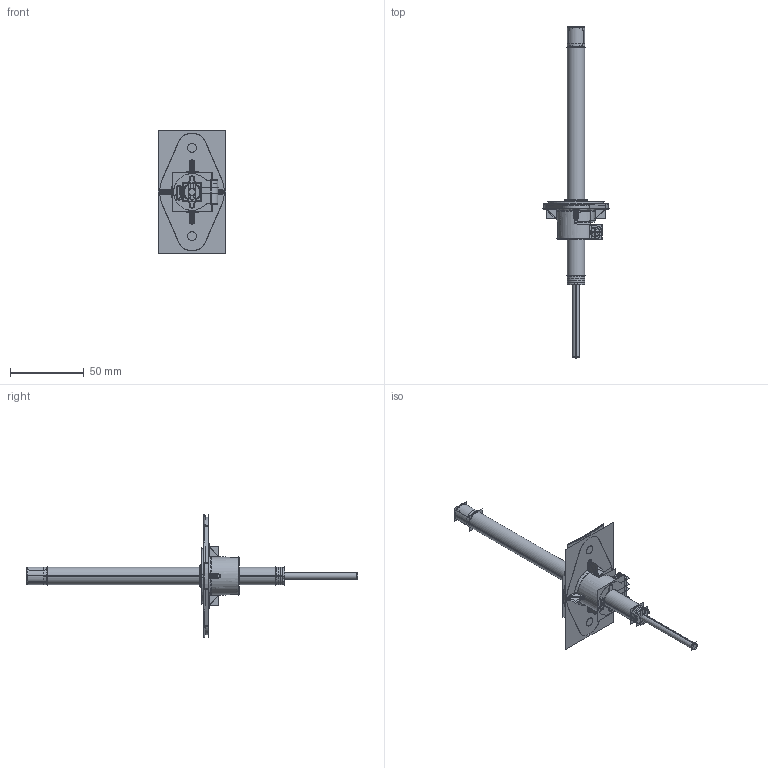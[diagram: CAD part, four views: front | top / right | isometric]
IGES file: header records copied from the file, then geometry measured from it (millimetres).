
Start section:  PTC IGES file: LW9_Fuehler.igs
Global section: file name: LW9_Fuehler.igs; native system: Creo Parametric by PTC Inc.; preprocessor: 2018500; author: at3107; organization: Unknown; date: 20230913.054721; units: millimetre
Bounding box: 45.76 x 225.7 x 83.2 mm (x, y, z)
Surface area: 73146.9 mm2 (no closed solid volume)
Topology: 0 solids, 0 shells, 746 faces, 10613 edges, 13896 vertices
Faces by surface type: bspline 386, revolution 360
